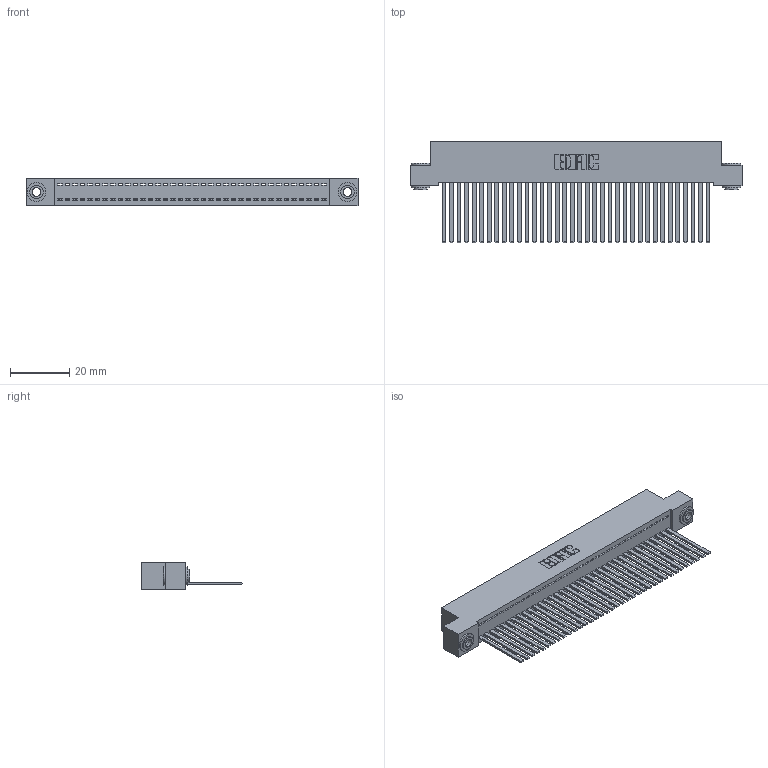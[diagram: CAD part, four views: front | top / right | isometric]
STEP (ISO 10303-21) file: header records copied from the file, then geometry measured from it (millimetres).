
FILE_DESCRIPTION (( 'STEP AP203' ), '1' );
FILE_NAME ('392-036-544-103.STEP', '2019-10-07T17:26:11', ( '' ), ( '' ), 'SwSTEP 2.0', 'SolidWorks 2016', '' );
FILE_SCHEMA (( 'CONFIG_CONTROL_DESIGN' ));
Length unit declared in the file: inch
Products named in the file (4): 342 Part_.156 TH; 345-292-001_345-293-144; 342-250-002_345-250-002-102; 392-036-544-103
Assembly tree (39 placements, depth 2):
  392-036-544-103
    342 Part_.156 TH
    345-292-001_345-293-144  x36
    342-250-002_345-250-002-102  x2
Bounding box: 111.76 x 34.3 x 9.4 mm (x, y, z)
Volume: 10216.8 mm3; surface area: 16303.6 mm2
Topology: 39 solids, 39 shells, 2020 faces, 6063 edges, 3990 vertices
Faces by surface type: plane 1444, cylinder 568, cone 8
Entity records: 23118 total; most frequent: CARTESIAN_POINT 3965, ORIENTED_EDGE 3930, DIRECTION 3387, EDGE_CURVE 1965, VECTOR 1817, LINE 1817, VERTEX_POINT 1306, AXIS2_PLACEMENT_3D 785
